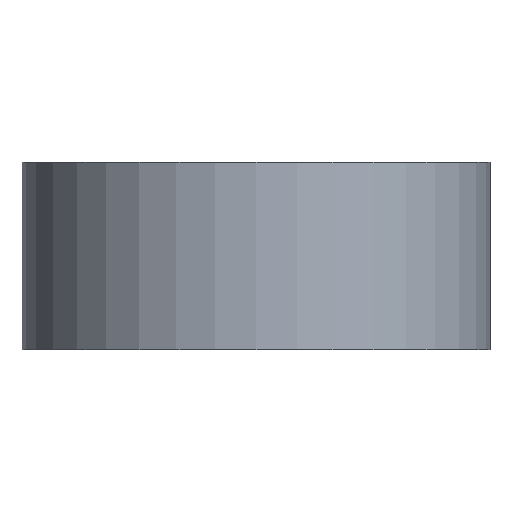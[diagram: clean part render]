
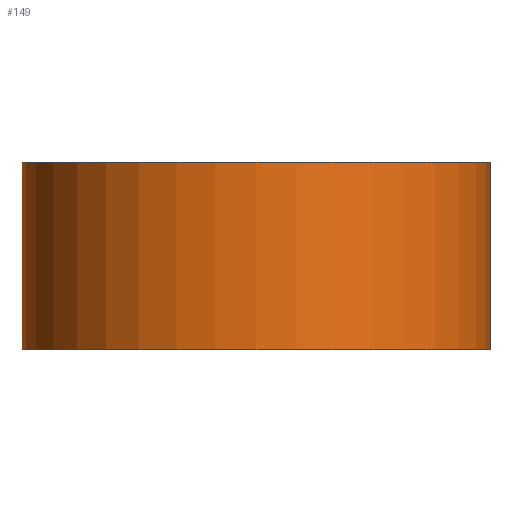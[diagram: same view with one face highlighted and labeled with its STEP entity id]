
A CAD part, left-side view. The second image highlights one B-rep face of the part: STEP entity #149.
In plain terms, the highlighted cylindrical face has radius 2.5 mm (diameter 5 mm), a full revolution.
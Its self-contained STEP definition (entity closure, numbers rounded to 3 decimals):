
#149 = ADVANCED_FACE('',(#150),#163,.T.);
#150 = FACE_BOUND('',#151,.T.);
#151 = EDGE_LOOP('',(#152,#186,#209,#236));
#152 = ORIENTED_EDGE('',*,*,#153,.F.);
#153 = EDGE_CURVE('',#154,#154,#156,.T.);
#154 = VERTEX_POINT('',#155);
#155 = CARTESIAN_POINT('',(-0.5,0.,22.));
#156 = SURFACE_CURVE('',#157,(#162,#174),.PCURVE_S1.);
#157 = CIRCLE('',#158,2.5);
#158 = AXIS2_PLACEMENT_3D('',#159,#160,#161);
#159 = CARTESIAN_POINT('',(-3.,0.,22.));
#160 = DIRECTION('',(0.,0.,1.));
#161 = DIRECTION('',(1.,0.,-0.));
#162 = PCURVE('',#163,#168);
#163 = CYLINDRICAL_SURFACE('',#164,2.5);
#164 = AXIS2_PLACEMENT_3D('',#165,#166,#167);
#165 = CARTESIAN_POINT('',(-3.,0.,20.));
#166 = DIRECTION('',(0.,0.,1.));
#167 = DIRECTION('',(1.,0.,-0.));
#168 = DEFINITIONAL_REPRESENTATION('',(#169),#173);
#169 = LINE('',#170,#171);
#170 = CARTESIAN_POINT('',(0.,2.));
#171 = VECTOR('',#172,1.);
#172 = DIRECTION('',(1.,0.));
#173 = ( GEOMETRIC_REPRESENTATION_CONTEXT(2) 
PARAMETRIC_REPRESENTATION_CONTEXT() REPRESENTATION_CONTEXT('2D SPACE',''
  ) );
#174 = PCURVE('',#175,#180);
#175 = PLANE('',#176);
#176 = AXIS2_PLACEMENT_3D('',#177,#178,#179);
#177 = CARTESIAN_POINT('',(-3.,0.,22.));
#178 = DIRECTION('',(0.,0.,1.));
#179 = DIRECTION('',(1.,0.,-0.));
#180 = DEFINITIONAL_REPRESENTATION('',(#181),#185);
#181 = CIRCLE('',#182,2.5);
#182 = AXIS2_PLACEMENT_2D('',#183,#184);
#183 = CARTESIAN_POINT('',(0.,0.));
#184 = DIRECTION('',(1.,0.));
#185 = ( GEOMETRIC_REPRESENTATION_CONTEXT(2) 
PARAMETRIC_REPRESENTATION_CONTEXT() REPRESENTATION_CONTEXT('2D SPACE',''
  ) );
#186 = ORIENTED_EDGE('',*,*,#187,.F.);
#187 = EDGE_CURVE('',#188,#154,#190,.T.);
#188 = VERTEX_POINT('',#189);
#189 = CARTESIAN_POINT('',(-0.5,0.,20.));
#190 = SEAM_CURVE('',#191,(#195,#202),.PCURVE_S1.);
#191 = LINE('',#192,#193);
#192 = CARTESIAN_POINT('',(-0.5,0.,20.));
#193 = VECTOR('',#194,1.);
#194 = DIRECTION('',(0.,0.,1.));
#195 = PCURVE('',#163,#196);
#196 = DEFINITIONAL_REPRESENTATION('',(#197),#201);
#197 = LINE('',#198,#199);
#198 = CARTESIAN_POINT('',(6.283,-0.));
#199 = VECTOR('',#200,1.);
#200 = DIRECTION('',(0.,1.));
#201 = ( GEOMETRIC_REPRESENTATION_CONTEXT(2) 
PARAMETRIC_REPRESENTATION_CONTEXT() REPRESENTATION_CONTEXT('2D SPACE',''
  ) );
#202 = PCURVE('',#163,#203);
#203 = DEFINITIONAL_REPRESENTATION('',(#204),#208);
#204 = LINE('',#205,#206);
#205 = CARTESIAN_POINT('',(0.,-0.));
#206 = VECTOR('',#207,1.);
#207 = DIRECTION('',(0.,1.));
#208 = ( GEOMETRIC_REPRESENTATION_CONTEXT(2) 
PARAMETRIC_REPRESENTATION_CONTEXT() REPRESENTATION_CONTEXT('2D SPACE',''
  ) );
#209 = ORIENTED_EDGE('',*,*,#210,.T.);
#210 = EDGE_CURVE('',#188,#188,#211,.T.);
#211 = SURFACE_CURVE('',#212,(#217,#224),.PCURVE_S1.);
#212 = CIRCLE('',#213,2.5);
#213 = AXIS2_PLACEMENT_3D('',#214,#215,#216);
#214 = CARTESIAN_POINT('',(-3.,0.,20.));
#215 = DIRECTION('',(0.,0.,1.));
#216 = DIRECTION('',(1.,0.,-0.));
#217 = PCURVE('',#163,#218);
#218 = DEFINITIONAL_REPRESENTATION('',(#219),#223);
#219 = LINE('',#220,#221);
#220 = CARTESIAN_POINT('',(0.,0.));
#221 = VECTOR('',#222,1.);
#222 = DIRECTION('',(1.,0.));
#223 = ( GEOMETRIC_REPRESENTATION_CONTEXT(2) 
PARAMETRIC_REPRESENTATION_CONTEXT() REPRESENTATION_CONTEXT('2D SPACE',''
  ) );
#224 = PCURVE('',#225,#230);
#225 = PLANE('',#226);
#226 = AXIS2_PLACEMENT_3D('',#227,#228,#229);
#227 = CARTESIAN_POINT('',(-3.,0.,20.));
#228 = DIRECTION('',(0.,0.,1.));
#229 = DIRECTION('',(1.,0.,-0.));
#230 = DEFINITIONAL_REPRESENTATION('',(#231),#235);
#231 = CIRCLE('',#232,2.5);
#232 = AXIS2_PLACEMENT_2D('',#233,#234);
#233 = CARTESIAN_POINT('',(0.,0.));
#234 = DIRECTION('',(1.,0.));
#235 = ( GEOMETRIC_REPRESENTATION_CONTEXT(2) 
PARAMETRIC_REPRESENTATION_CONTEXT() REPRESENTATION_CONTEXT('2D SPACE',''
  ) );
#236 = ORIENTED_EDGE('',*,*,#187,.T.);
